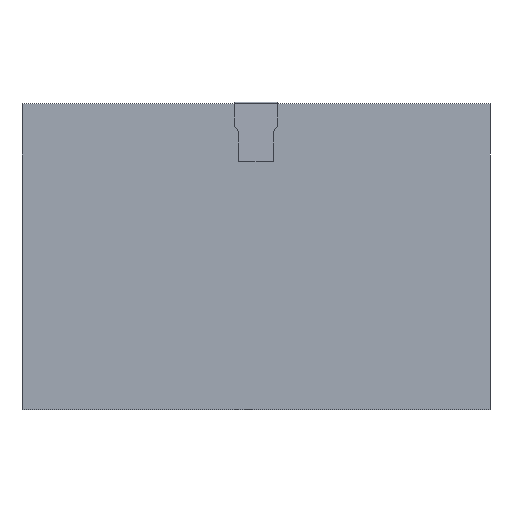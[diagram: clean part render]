
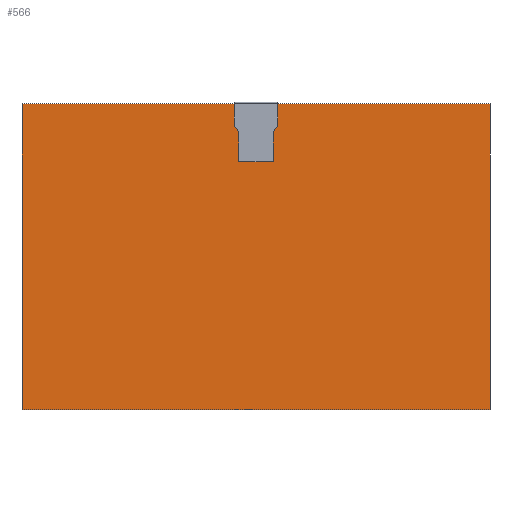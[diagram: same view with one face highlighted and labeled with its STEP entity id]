
A CAD part, front view. The second image highlights one B-rep face of the part: STEP entity #566.
In plain terms, the highlighted planar face has unit normal (0, -1, 0).
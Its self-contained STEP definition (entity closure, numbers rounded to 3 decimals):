
#39=FACE_OUTER_BOUND('',#73,.T.);
#73=EDGE_LOOP('',(#410,#411,#412,#413));
#110=LINE('',#833,#180);
#113=LINE('',#839,#183);
#116=LINE('',#845,#186);
#119=LINE('',#849,#189);
#180=VECTOR('',#674,10.);
#183=VECTOR('',#679,10.);
#186=VECTOR('',#684,10.);
#189=VECTOR('',#689,10.);
#246=VERTEX_POINT('',#830);
#247=VERTEX_POINT('',#832);
#249=VERTEX_POINT('',#838);
#251=VERTEX_POINT('',#844);
#302=EDGE_CURVE('',#247,#246,#110,.T.);
#305=EDGE_CURVE('',#249,#247,#113,.T.);
#308=EDGE_CURVE('',#251,#249,#116,.T.);
#311=EDGE_CURVE('',#246,#251,#119,.T.);
#410=ORIENTED_EDGE('',*,*,#311,.T.);
#411=ORIENTED_EDGE('',*,*,#308,.T.);
#412=ORIENTED_EDGE('',*,*,#305,.T.);
#413=ORIENTED_EDGE('',*,*,#302,.T.);
#532=PLANE('',#615);
#566=ADVANCED_FACE('',(#39),#532,.T.);
#615=AXIS2_PLACEMENT_3D('',#851,#692,#693);
#674=DIRECTION('',(0.,0.,-1.));
#679=DIRECTION('',(-1.,0.,0.));
#684=DIRECTION('',(0.,0.,1.));
#689=DIRECTION('',(1.,0.,0.));
#692=DIRECTION('center_axis',(0.,-1.,0.));
#693=DIRECTION('ref_axis',(0.,0.,-1.));
#830=CARTESIAN_POINT('',(0.,-1.2,-111.2));
#832=CARTESIAN_POINT('',(0.,-1.2,0.));
#833=CARTESIAN_POINT('',(0.,-1.2,-111.2));
#838=CARTESIAN_POINT('',(170.2,-1.2,0.));
#839=CARTESIAN_POINT('',(0.,-1.2,0.));
#844=CARTESIAN_POINT('',(170.2,-1.2,-111.2));
#845=CARTESIAN_POINT('',(170.2,-1.2,0.));
#849=CARTESIAN_POINT('',(170.2,-1.2,-111.2));
#851=CARTESIAN_POINT('Origin',(85.1,-1.2,-55.6));
